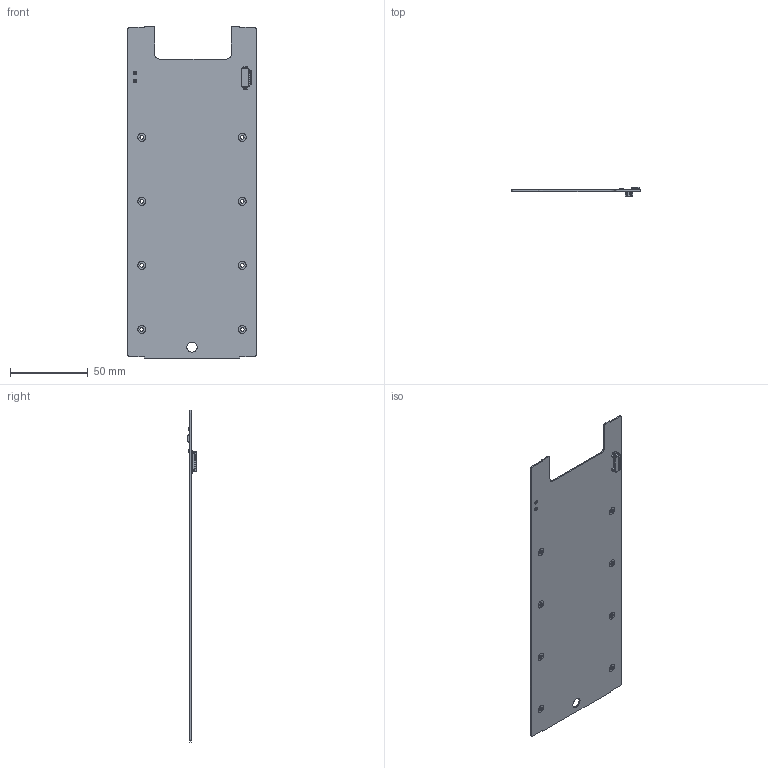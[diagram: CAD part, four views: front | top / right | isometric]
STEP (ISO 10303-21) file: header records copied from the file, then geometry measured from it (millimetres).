
FILE_DESCRIPTION (( 'STEP AP214' ), '1' );
FILE_NAME ('710-00769-B CSK 2U Fixed Front Solar Panel 031.STEP', '2019-06-03T16:23:43', ( '' ), ( '' ), 'SwSTEP 2.0', 'SolidWorks 2014', '' );
FILE_SCHEMA (( 'AUTOMOTIVE_DESIGN' ));
Length unit declared in the file: inch
Products named in the file (2): 710-00769-B CSK 2U Fixed Front Solar Panel 031
Bounding box: 82.55 x 6.14 x 214 mm (x, y, z)
Volume: 15389.8 mm3; surface area: 55827.1 mm2
Topology: 6 solids, 6 shells, 918 faces, 2469 edges, 1624 vertices
Faces by surface type: plane 740, cylinder 174, cone 4
Entity records: 35261 total; most frequent: CARTESIAN_POINT 5013, ORIENTED_EDGE 4938, DIRECTION 4667, EDGE_CURVE 2469, LINE 2111, VECTOR 2111, VERTEX_POINT 1624, AXIS2_PLACEMENT_3D 1278
